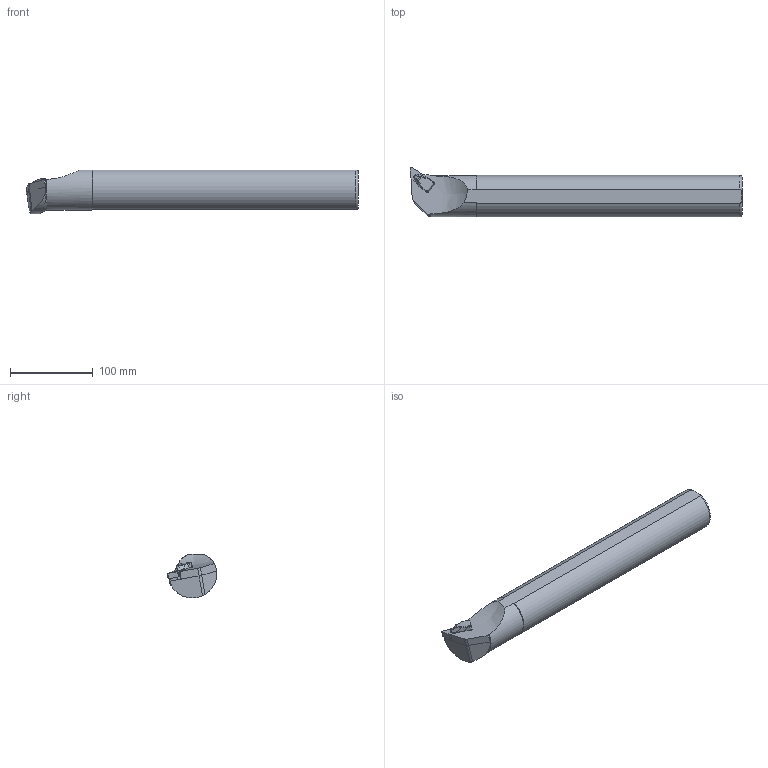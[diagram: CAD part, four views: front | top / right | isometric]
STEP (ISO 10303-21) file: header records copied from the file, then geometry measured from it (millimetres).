
FILE_DESCRIPTION(/* description */ (''),/* implementation_level */ '2;1');
FILE_NAME(/* name */ 'S50V-TDUNL-15.stp',/* time_stamp */ '2023-10-05T17:40:06+03:00',/* author */ (''),/* organization */ (''),/* preprocessor_version */ 'ST-DEVELOPER v19.4',/* originating_system */ 'SIEMENS PLM Software NX2306.3001',/* authorisation */ '');
FILE_SCHEMA (('AUTOMOTIVE_DESIGN { 1 0 10303 214 3 1 1 1 }'));
Length unit declared in the file: millimetre
Products named in the file (1): S50V-TDUNR-15
Bounding box: 400 x 60 x 52.86 mm (x, y, z)
Volume: 737520.4 mm3; surface area: 66312.2 mm2
Topology: 2 solids, 2 shells, 132 faces, 322 edges, 191 vertices
Faces by surface type: cylinder 60, plane 43, bspline 18, cone 4, sphere 4, torus 3
Full cylindrical faces by diameter (mm): 4.4 x1, 6.2 x1
Entity records: 4638 total; most frequent: CARTESIAN_POINT 1530, DIRECTION 629, ORIENTED_EDGE 622, EDGE_CURVE 311, AXIS2_PLACEMENT_3D 245, VERTEX_POINT 190, EDGE_LOOP 139, LINE 139
